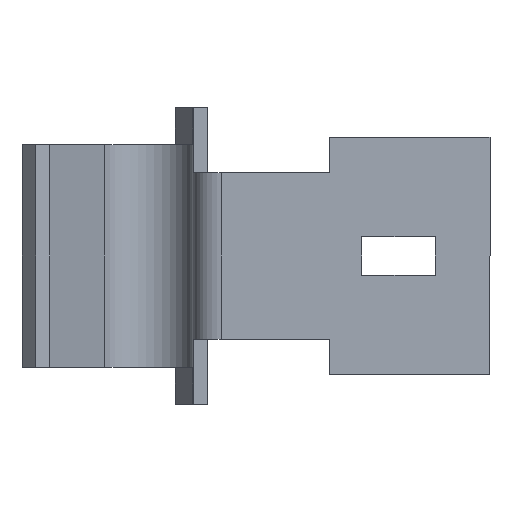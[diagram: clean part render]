
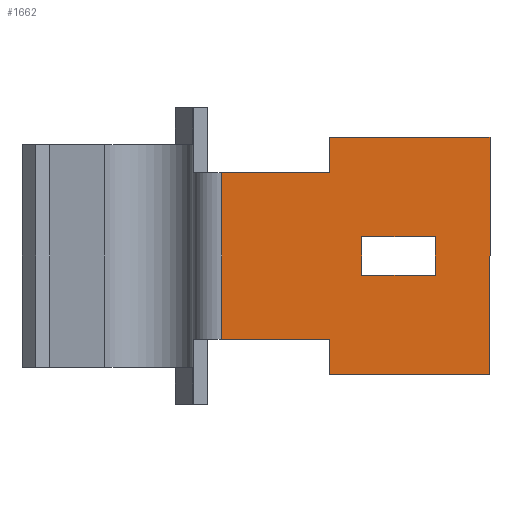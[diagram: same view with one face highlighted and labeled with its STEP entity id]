
A CAD part, front view. The second image highlights one B-rep face of the part: STEP entity #1662.
In plain terms, the highlighted planar face has unit normal (0, -1, 0).
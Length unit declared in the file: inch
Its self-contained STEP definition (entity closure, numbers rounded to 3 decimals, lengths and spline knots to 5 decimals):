
#27 = CARTESIAN_POINT ( 'NONE',  ( 0.103, -0.012, 0.1 ) ) ;
#34 = VECTOR ( 'NONE', #1825, 39.37008 ) ;
#50 = CARTESIAN_POINT ( 'NONE',  ( 0.192, -0.012, -0.016 ) ) ;
#68 = ORIENTED_EDGE ( 'NONE', *, *, #1117, .F. ) ;
#90 = VECTOR ( 'NONE', #245, 39.37008 ) ;
#101 = EDGE_CURVE ( 'NONE', #1773, #354, #1530, .T. ) ;
#134 = ORIENTED_EDGE ( 'NONE', *, *, #1834, .F. ) ;
#199 = CARTESIAN_POINT ( 'NONE',  ( 0.012, -0.012, 0.07 ) ) ;
#214 = ORIENTED_EDGE ( 'NONE', *, *, #1505, .F. ) ;
#230 = VERTEX_POINT ( 'NONE', #199 ) ;
#245 = DIRECTION ( 'NONE',  ( 0., 0., -1. ) ) ;
#254 = VECTOR ( 'NONE', #600, 39.37008 ) ;
#289 = AXIS2_PLACEMENT_3D ( 'NONE', #938, #1256, #313 ) ;
#305 = VECTOR ( 'NONE', #1191, 39.37008 ) ;
#309 = PLANE ( 'NONE',  #289 ) ;
#313 = DIRECTION ( 'NONE',  ( 1., 0., 0. ) ) ;
#317 = LINE ( 'NONE', #1510, #90 ) ;
#350 = CARTESIAN_POINT ( 'NONE',  ( 0.238, -0.012, 0.1 ) ) ;
#354 = VERTEX_POINT ( 'NONE', #1649 ) ;
#401 = LINE ( 'NONE', #1056, #1459 ) ;
#439 = CARTESIAN_POINT ( 'NONE',  ( 0.192, -0.012, -0.016 ) ) ;
#454 = LINE ( 'NONE', #556, #34 ) ;
#484 = EDGE_CURVE ( 'NONE', #1589, #1335, #1627, .T. ) ;
#514 = VERTEX_POINT ( 'NONE', #1287 ) ;
#535 = ORIENTED_EDGE ( 'NONE', *, *, #578, .F. ) ;
#543 = VERTEX_POINT ( 'NONE', #350 ) ;
#554 = EDGE_CURVE ( 'NONE', #514, #1265, #1837, .T. ) ;
#556 = CARTESIAN_POINT ( 'NONE',  ( 0.238, -0.012, 0.125 ) ) ;
#578 = EDGE_CURVE ( 'NONE', #1869, #1994, #1966, .T. ) ;
#580 = ORIENTED_EDGE ( 'NONE', *, *, #101, .F. ) ;
#600 = DIRECTION ( 'NONE',  ( -1., 0., 0. ) ) ;
#662 = VECTOR ( 'NONE', #1262, 39.37008 ) ;
#666 = DIRECTION ( 'NONE',  ( 0., 0., 1. ) ) ;
#739 = LINE ( 'NONE', #1812, #1157 ) ;
#798 = CARTESIAN_POINT ( 'NONE',  ( 0.012, -0.012, -0.07 ) ) ;
#818 = ORIENTED_EDGE ( 'NONE', *, *, #1407, .F. ) ;
#856 = DIRECTION ( 'NONE',  ( 1., 0., 0. ) ) ;
#878 = LINE ( 'NONE', #1728, #662 ) ;
#907 = EDGE_CURVE ( 'NONE', #230, #354, #317, .T. ) ;
#938 = CARTESIAN_POINT ( 'NONE',  ( 0.012, -0.012, 0.125 ) ) ;
#982 = FACE_OUTER_BOUND ( 'NONE', #1211, .T. ) ;
#993 = LINE ( 'NONE', #439, #254 ) ;
#1017 = ORIENTED_EDGE ( 'NONE', *, *, #484, .T. ) ;
#1022 = CARTESIAN_POINT ( 'NONE',  ( 0.012, -0.012, 0.1 ) ) ;
#1056 = CARTESIAN_POINT ( 'NONE',  ( 0.012, -0.012, 0.07 ) ) ;
#1112 = DIRECTION ( 'NONE',  ( -1., 0., 0. ) ) ;
#1117 = EDGE_CURVE ( 'NONE', #1765, #1771, #878, .T. ) ;
#1121 = CARTESIAN_POINT ( 'NONE',  ( 0.192, -0.012, 0.016 ) ) ;
#1142 = CARTESIAN_POINT ( 'NONE',  ( 0.13, -0.012, 0.016 ) ) ;
#1157 = VECTOR ( 'NONE', #856, 39.37008 ) ;
#1191 = DIRECTION ( 'NONE',  ( 1., 0., 0. ) ) ;
#1211 = EDGE_LOOP ( 'NONE', ( #818, #68, #214, #1614, #580, #1830, #535, #134 ) ) ;
#1256 = DIRECTION ( 'NONE',  ( 0., -1., 0. ) ) ;
#1262 = DIRECTION ( 'NONE',  ( 0., 0., 1. ) ) ;
#1265 = VERTEX_POINT ( 'NONE', #1142 ) ;
#1284 = EDGE_CURVE ( 'NONE', #1994, #1773, #1352, .T. ) ;
#1287 = CARTESIAN_POINT ( 'NONE',  ( 0.13, -0.012, -0.016 ) ) ;
#1288 = CARTESIAN_POINT ( 'NONE',  ( 0.103, -0.012, -0.07 ) ) ;
#1293 = CARTESIAN_POINT ( 'NONE',  ( 0.13, -0.012, -0.016 ) ) ;
#1301 = DIRECTION ( 'NONE',  ( 0., 0., 1. ) ) ;
#1305 = EDGE_LOOP ( 'NONE', ( #1926, #1017, #2018, #1854 ) ) ;
#1335 = VERTEX_POINT ( 'NONE', #50 ) ;
#1352 = LINE ( 'NONE', #1948, #2011 ) ;
#1353 = CARTESIAN_POINT ( 'NONE',  ( 0.238, -0.012, -0.1 ) ) ;
#1374 = EDGE_CURVE ( 'NONE', #1265, #1589, #739, .T. ) ;
#1407 = EDGE_CURVE ( 'NONE', #1771, #543, #1842, .T. ) ;
#1430 = DIRECTION ( 'NONE',  ( 0., 0., -1. ) ) ;
#1459 = VECTOR ( 'NONE', #1527, 39.37008 ) ;
#1505 = EDGE_CURVE ( 'NONE', #230, #1765, #401, .T. ) ;
#1510 = CARTESIAN_POINT ( 'NONE',  ( 0.012, -0.012, 0.125 ) ) ;
#1512 = VECTOR ( 'NONE', #1615, 39.37008 ) ;
#1527 = DIRECTION ( 'NONE',  ( 1., 0., 0. ) ) ;
#1530 = LINE ( 'NONE', #798, #1942 ) ;
#1536 = VECTOR ( 'NONE', #1430, 39.37008 ) ;
#1544 = EDGE_CURVE ( 'NONE', #1335, #514, #993, .T. ) ;
#1589 = VERTEX_POINT ( 'NONE', #1712 ) ;
#1614 = ORIENTED_EDGE ( 'NONE', *, *, #907, .T. ) ;
#1615 = DIRECTION ( 'NONE',  ( -1., 0., 0. ) ) ;
#1627 = LINE ( 'NONE', #1121, #1536 ) ;
#1649 = CARTESIAN_POINT ( 'NONE',  ( 0.012, -0.012, -0.07 ) ) ;
#1662 = ADVANCED_FACE ( 'NONE', ( #2035, #982 ), #309, .T. ) ;
#1712 = CARTESIAN_POINT ( 'NONE',  ( 0.192, -0.012, 0.016 ) ) ;
#1728 = CARTESIAN_POINT ( 'NONE',  ( 0.103, -0.012, 0.125 ) ) ;
#1765 = VERTEX_POINT ( 'NONE', #1934 ) ;
#1771 = VERTEX_POINT ( 'NONE', #27 ) ;
#1773 = VERTEX_POINT ( 'NONE', #1288 ) ;
#1812 = CARTESIAN_POINT ( 'NONE',  ( 0.192, -0.012, 0.016 ) ) ;
#1825 = DIRECTION ( 'NONE',  ( 0., 0., -1. ) ) ;
#1830 = ORIENTED_EDGE ( 'NONE', *, *, #1284, .F. ) ;
#1834 = EDGE_CURVE ( 'NONE', #543, #1869, #454, .T. ) ;
#1837 = LINE ( 'NONE', #1293, #1839 ) ;
#1839 = VECTOR ( 'NONE', #666, 39.37008 ) ;
#1842 = LINE ( 'NONE', #1022, #305 ) ;
#1854 = ORIENTED_EDGE ( 'NONE', *, *, #554, .T. ) ;
#1867 = CARTESIAN_POINT ( 'NONE',  ( 0.103, -0.012, -0.1 ) ) ;
#1869 = VERTEX_POINT ( 'NONE', #1353 ) ;
#1926 = ORIENTED_EDGE ( 'NONE', *, *, #1374, .T. ) ;
#1934 = CARTESIAN_POINT ( 'NONE',  ( 0.103, -0.012, 0.07 ) ) ;
#1942 = VECTOR ( 'NONE', #1112, 39.37008 ) ;
#1948 = CARTESIAN_POINT ( 'NONE',  ( 0.103, -0.012, 0.125 ) ) ;
#1951 = CARTESIAN_POINT ( 'NONE',  ( 0.012, -0.012, -0.1 ) ) ;
#1966 = LINE ( 'NONE', #1951, #1512 ) ;
#1994 = VERTEX_POINT ( 'NONE', #1867 ) ;
#2011 = VECTOR ( 'NONE', #1301, 39.37008 ) ;
#2018 = ORIENTED_EDGE ( 'NONE', *, *, #1544, .T. ) ;
#2035 = FACE_BOUND ( 'NONE', #1305, .T. ) ;
